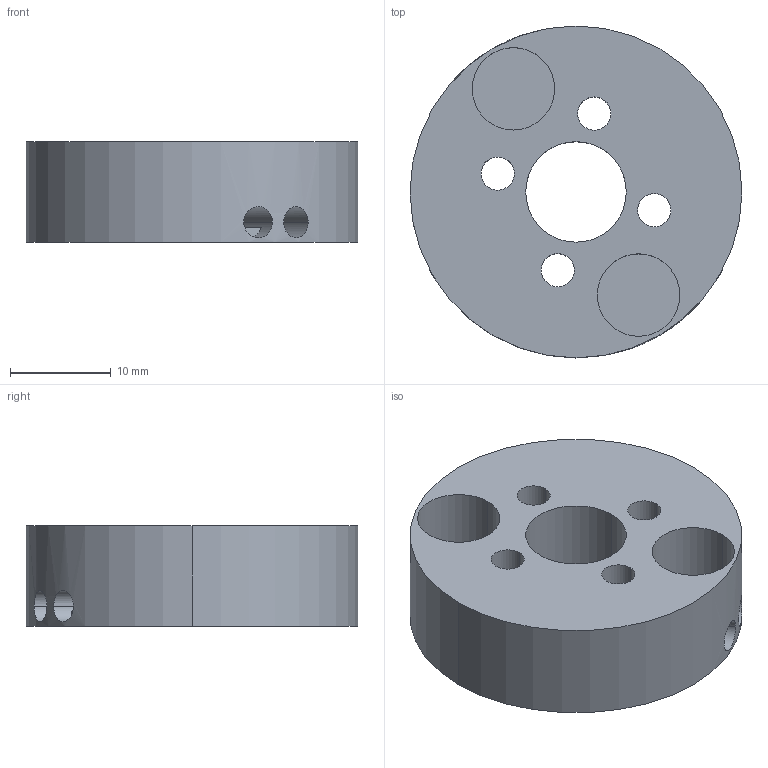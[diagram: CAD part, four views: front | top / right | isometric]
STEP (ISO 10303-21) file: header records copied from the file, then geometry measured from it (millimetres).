
FILE_DESCRIPTION (( 'STEP AP203' ), '1' );
FILE_NAME ('W-Ring-BOTTOM-V2.STEP', '2021-07-24T17:55:02', ( '' ), ( '' ), 'SwSTEP 2.0', 'SolidWorks 2019', '' );
FILE_SCHEMA (( 'CONFIG_CONTROL_DESIGN' ));
Length unit declared in the file: millimetre
Products named in the file (1): W-Ring-BOTTOM-V2
Bounding box: 33 x 33 x 10 mm (x, y, z)
Volume: 6281.6 mm3; surface area: 3933.4 mm2
Topology: 1 solids, 1 shells, 74 faces, 198 edges, 132 vertices
Faces by surface type: plane 50, cylinder 24
Entity records: 2623 total; most frequent: CARTESIAN_POINT 625, ORIENTED_EDGE 396, DIRECTION 384, EDGE_CURVE 198, LINE 138, VECTOR 138, VERTEX_POINT 132, AXIS2_PLACEMENT_3D 123
